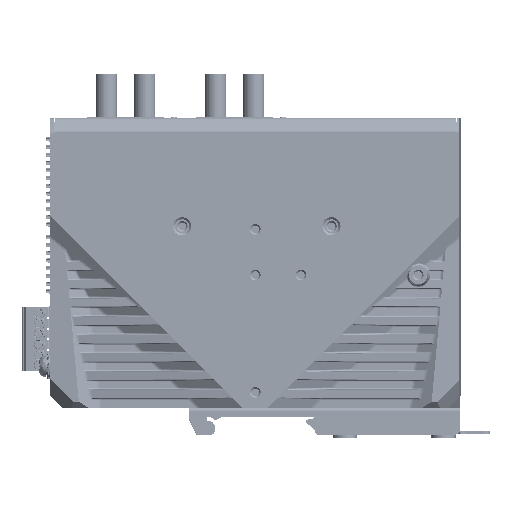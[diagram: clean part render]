
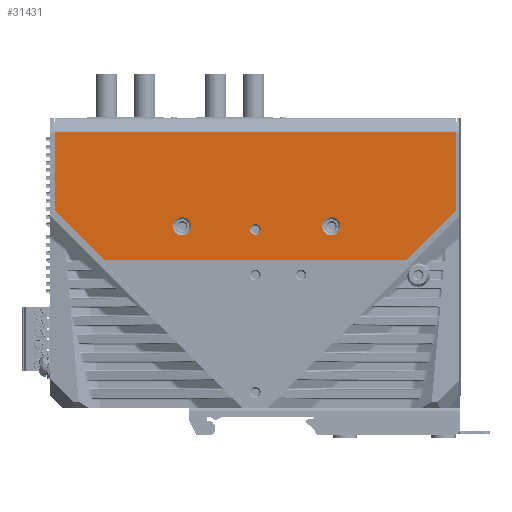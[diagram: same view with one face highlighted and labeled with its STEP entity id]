
A CAD part, left-side view. The second image highlights one B-rep face of the part: STEP entity #31431.
In plain terms, the highlighted planar face has unit normal (-1, 0, 0).
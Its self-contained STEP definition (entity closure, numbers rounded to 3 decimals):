
#22211=DIRECTION('',(0.,1.,0.));
#22212=VECTOR('',#22211,131.8);
#22213=CARTESIAN_POINT('',(-17.96,-66.,42.877));
#22214=LINE('',#22213,#22212);
#22229=DIRECTION('',(0.,0.,1.));
#22230=VECTOR('',#22229,25.452);
#22231=CARTESIAN_POINT('',(-17.96,-66.,17.426));
#22232=LINE('',#22231,#22230);
#22245=DIRECTION('',(0.,-0.707,-0.707));
#22246=VECTOR('',#22245,22.876);
#22247=CARTESIAN_POINT('',(-17.96,65.8,17.226));
#22248=LINE('',#22247,#22246);
#22249=DIRECTION('',(0.,-0.707,0.707));
#22250=VECTOR('',#22249,23.159);
#22251=CARTESIAN_POINT('',(-17.96,-49.624,1.05));
#22252=LINE('',#22251,#22250);
#22253=CARTESIAN_POINT('',(-17.96,-25.,12.));
#22254=DIRECTION('',(1.,0.,0.));
#22255=DIRECTION('',(0.,0.,1.));
#22256=AXIS2_PLACEMENT_3D('',#22253,#22254,#22255);
#22258=CARTESIAN_POINT('',(-17.96,-25.,12.));
#22259=DIRECTION('',(1.,0.,0.));
#22260=DIRECTION('',(0.,0.,-1.));
#22261=AXIS2_PLACEMENT_3D('',#22258,#22259,#22260);
#22263=CARTESIAN_POINT('',(-17.96,24.,12.));
#22264=DIRECTION('',(1.,0.,0.));
#22265=DIRECTION('',(0.,0.,-1.));
#22266=AXIS2_PLACEMENT_3D('',#22263,#22264,#22265);
#22268=CARTESIAN_POINT('',(-17.96,24.,12.));
#22269=DIRECTION('',(1.,0.,0.));
#22270=DIRECTION('',(0.,0.,1.));
#22271=AXIS2_PLACEMENT_3D('',#22268,#22269,#22270);
#22273=CARTESIAN_POINT('',(-17.96,0.,11.));
#22274=DIRECTION('',(1.,0.,0.));
#22275=DIRECTION('',(0.,0.,-1.));
#22276=AXIS2_PLACEMENT_3D('',#22273,#22274,#22275);
#22278=CARTESIAN_POINT('',(-17.96,0.,11.));
#22279=DIRECTION('',(1.,0.,0.));
#22280=DIRECTION('',(0.,0.,1.));
#22281=AXIS2_PLACEMENT_3D('',#22278,#22279,#22280);
#22287=DIRECTION('',(0.,-1.,0.));
#22288=VECTOR('',#22287,99.249);
#22289=CARTESIAN_POINT('',(-17.96,49.624,1.05));
#22290=LINE('',#22289,#22288);
#22319=DIRECTION('',(0.,0.,1.));
#22320=VECTOR('',#22319,25.652);
#22321=CARTESIAN_POINT('',(-17.96,65.8,17.226));
#22322=LINE('',#22321,#22320);
#26262=CARTESIAN_POINT('',(-17.96,-25.,9.));
#26264=VERTEX_POINT('',#26262);
#26267=CARTESIAN_POINT('',(-17.96,-25.,
15.));
#26269=VERTEX_POINT('',#26267);
#26270=CARTESIAN_POINT('',(-17.96,24.,
15.));
#26272=VERTEX_POINT('',#26270);
#26275=CARTESIAN_POINT('',(-17.96,24.,9.));
#26277=VERTEX_POINT('',#26275);
#27266=CARTESIAN_POINT('',(-17.96,65.8,17.226));
#27267=CARTESIAN_POINT('',(-17.96,49.624,1.05));
#27268=VERTEX_POINT('',#27266);
#27269=VERTEX_POINT('',#27267);
#27270=CARTESIAN_POINT('',(-17.96,65.8,42.877));
#27271=VERTEX_POINT('',#27270);
#27272=CARTESIAN_POINT('',(-17.96,-66.,42.877));
#27273=VERTEX_POINT('',#27272);
#27274=CARTESIAN_POINT('',(-17.96,-66.,17.426));
#27275=VERTEX_POINT('',#27274);
#27276=CARTESIAN_POINT('',(-17.96,-49.624,1.05));
#27277=VERTEX_POINT('',#27276);
#27278=CARTESIAN_POINT('',(-17.96,0.,9.25));
#27279=CARTESIAN_POINT('',(-17.96,0.,12.75));
#27280=VERTEX_POINT('',#27278);
#27281=VERTEX_POINT('',#27279);
#31397=CARTESIAN_POINT('',(-17.96,-0.1,21.964));
#31398=DIRECTION('',(1.,0.,0.));
#31399=DIRECTION('',(0.,1.,0.));
#31400=AXIS2_PLACEMENT_3D('',#31397,#31398,#31399);
#31401=PLANE('',#31400);
#31403=ORIENTED_EDGE('',*,*,#31402,.F.);
#31405=ORIENTED_EDGE('',*,*,#31404,.T.);
#31406=ORIENTED_EDGE('',*,*,#31321,.F.);
#31407=ORIENTED_EDGE('',*,*,#31360,.F.);
#31408=ORIENTED_EDGE('',*,*,#31380,.F.);
#31410=ORIENTED_EDGE('',*,*,#31409,.F.);
#31411=EDGE_LOOP('',(#31403,#31405,#31406,#31407,#31408,#31410));
#31412=FACE_OUTER_BOUND('',#31411,.F.);
#31414=ORIENTED_EDGE('',*,*,#31413,.F.);
#31416=ORIENTED_EDGE('',*,*,#31415,.F.);
#31417=EDGE_LOOP('',(#31414,#31416));
#31418=FACE_BOUND('',#31417,.F.);
#31420=ORIENTED_EDGE('',*,*,#31419,.F.);
#31422=ORIENTED_EDGE('',*,*,#31421,.F.);
#31423=EDGE_LOOP('',(#31420,#31422));
#31424=FACE_BOUND('',#31423,.F.);
#31426=ORIENTED_EDGE('',*,*,#31425,.F.);
#31428=ORIENTED_EDGE('',*,*,#31427,.F.);
#31429=EDGE_LOOP('',(#31426,#31428));
#31430=FACE_BOUND('',#31429,.F.);
#22257=CIRCLE('',#22256,3.);
#22262=CIRCLE('',#22261,3.);
#22267=CIRCLE('',#22266,3.);
#22272=CIRCLE('',#22271,3.);
#22277=CIRCLE('',#22276,1.75);
#22282=CIRCLE('',#22281,1.75);
#31321=EDGE_CURVE('',#27273,#27271,#22214,.T.);
#31360=EDGE_CURVE('',#27275,#27273,#22232,.T.);
#31380=EDGE_CURVE('',#27277,#27275,#22252,.T.);
#31402=EDGE_CURVE('',#27268,#27269,#22248,.T.);
#31404=EDGE_CURVE('',#27268,#27271,#22322,.T.);
#31409=EDGE_CURVE('',#27269,#27277,#22290,.T.);
#31413=EDGE_CURVE('',#26269,#26264,#22257,.T.);
#31415=EDGE_CURVE('',#26264,#26269,#22262,.T.);
#31419=EDGE_CURVE('',#26277,#26272,#22267,.T.);
#31421=EDGE_CURVE('',#26272,#26277,#22272,.T.);
#31425=EDGE_CURVE('',#27280,#27281,#22277,.T.);
#31427=EDGE_CURVE('',#27281,#27280,#22282,.T.);
#31431=ADVANCED_FACE('',(#31412,#31418,#31424,#31430),#31401,.F.);
